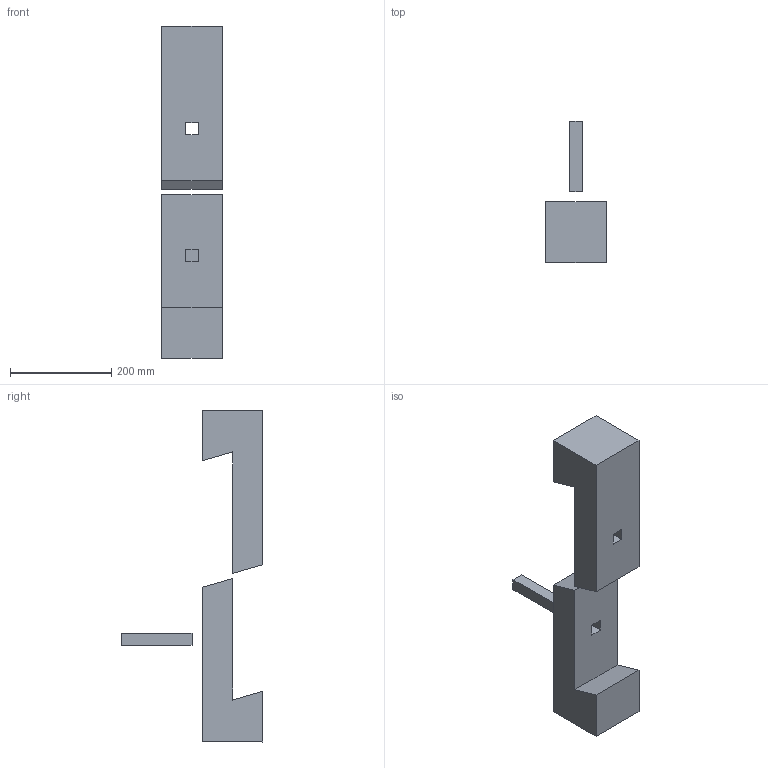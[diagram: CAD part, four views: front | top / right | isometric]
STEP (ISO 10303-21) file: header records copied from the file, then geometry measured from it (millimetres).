
FILE_DESCRIPTION(/* description */ (''),/* implementation_level */ '2;1');
FILE_NAME(/* name */ '41781.step',/* time_stamp */ '2018-12-28T14:08:32+09:00',/* author */ ('ryo2003'),/* organization */ (''),/* preprocessor_version */ 'ST-DEVELOPER v17.2',/* originating_system */ 'Autodesk Translation Framework v7.6.0.251',/* authorisation */ '');
FILE_SCHEMA (('AUTOMOTIVE_DESIGN { 1 0 10303 214 3 1 1 }'));
Length unit declared in the file: millimetre
Products named in the file (5): 掛け合わせ込み栓継ぎ; コンポーネント1; コンポーネント2; コンポーネント3; コンポーネント4
Assembly tree (4 placements, depth 2):
  掛け合わせ込み栓継ぎ
    コンポーネント1
    コンポーネント2
    コンポーネント3
    コンポーネント4
Bounding box: 120 x 280 x 655.71 mm (x, y, z)
Volume: 5853651.6 mm3; surface area: 334898.2 mm2
Topology: 3 solids, 3 shells, 30 faces, 72 edges, 48 vertices
Faces by surface type: plane 30
Entity records: 1019 total; most frequent: CARTESIAN_POINT 159, DIRECTION 150, ORIENTED_EDGE 144, LINE 72, VECTOR 72, EDGE_CURVE 72, VERTEX_POINT 48, AXIS2_PLACEMENT_3D 39
